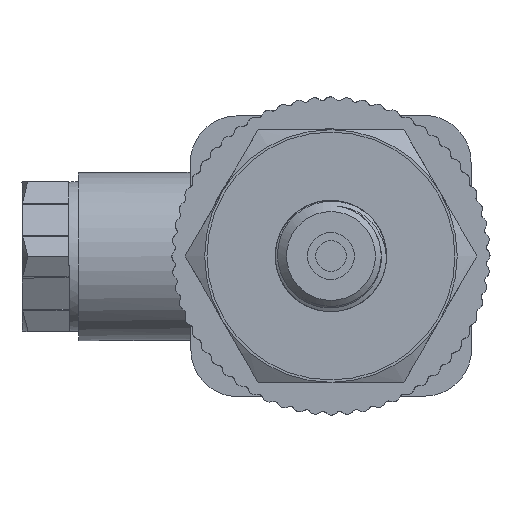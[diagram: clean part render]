
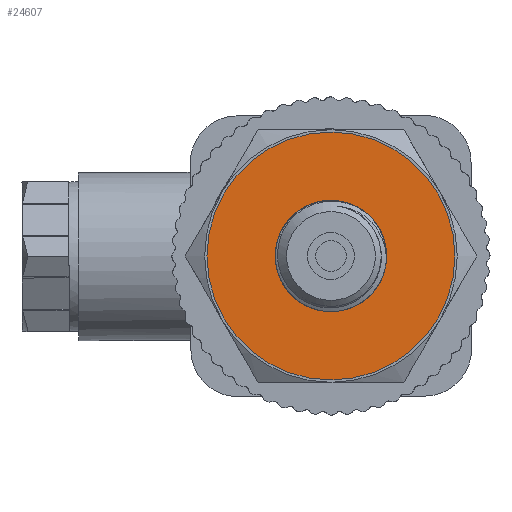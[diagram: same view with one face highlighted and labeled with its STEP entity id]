
A CAD part, left-side view. The second image highlights one B-rep face of the part: STEP entity #24607.
In plain terms, the highlighted planar face has unit normal (-1, 0, 0).
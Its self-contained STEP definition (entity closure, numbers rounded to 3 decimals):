
#1004=PLANE('',#25864);
#1562=FACE_BOUND('',#3429,.T.);
#2021=FACE_OUTER_BOUND('',#3428,.T.);
#3428=EDGE_LOOP('',(#18220));
#3429=EDGE_LOOP('',(#18221));
#4619=CIRCLE('',#25841,13.25);
#4630=CIRCLE('',#25861,5.942);
#10631=VERTEX_POINT('',#40674);
#10641=VERTEX_POINT('',#41910);
#13467=EDGE_CURVE('',#10631,#10631,#4619,.T.);
#13491=EDGE_CURVE('',#10641,#10641,#4630,.T.);
#18220=ORIENTED_EDGE('',*,*,#13467,.T.);
#18221=ORIENTED_EDGE('',*,*,#13491,.T.);
#24607=ADVANCED_FACE('',(#2021,#1562),#1004,.T.);
#25841=AXIS2_PLACEMENT_3D('',#40675,#27634,#27635);
#25861=AXIS2_PLACEMENT_3D('',#41911,#27677,#27678);
#25864=AXIS2_PLACEMENT_3D('',#42285,#27684,#27685);
#27634=DIRECTION('center_axis',(-1.,0.,0.));
#27635=DIRECTION('ref_axis',(0.,1.,0.));
#27677=DIRECTION('center_axis',(1.,0.,0.));
#27678=DIRECTION('ref_axis',(0.,1.,0.));
#27684=DIRECTION('center_axis',(-1.,0.,0.));
#27685=DIRECTION('ref_axis',(0.,0.,1.));
#40674=CARTESIAN_POINT('',(-47.,-13.25,0.));
#40675=CARTESIAN_POINT('Origin',(-47.,0.,0.));
#41910=CARTESIAN_POINT('',(-47.,-5.942,0.));
#41911=CARTESIAN_POINT('Origin',(-47.,0.,0.));
#42285=CARTESIAN_POINT('Origin',(-47.,13.5,0.));
